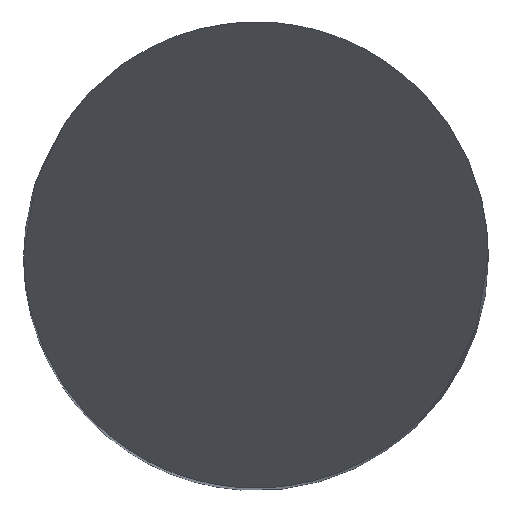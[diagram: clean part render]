
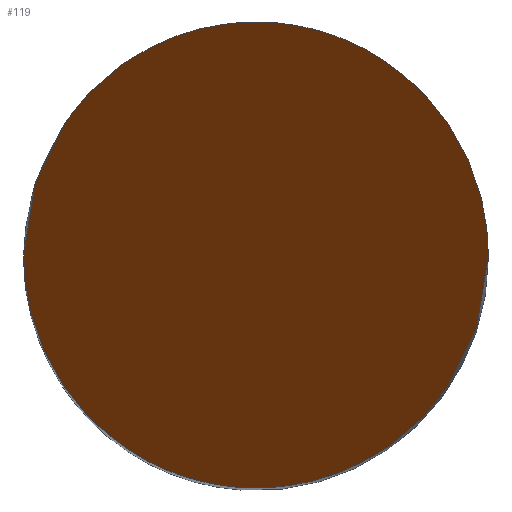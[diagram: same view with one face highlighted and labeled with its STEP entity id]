
A CAD part, top view. The second image highlights one B-rep face of the part: STEP entity #119.
In plain terms, the highlighted planar face has unit normal (0, -0.866, 0.5).
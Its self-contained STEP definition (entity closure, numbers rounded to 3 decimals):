
#54=PLANE('',#588);
#119=ADVANCED_FACE('',(#153),#54,.F.);
#153=FACE_OUTER_BOUND('',#184,.T.);
#184=EDGE_LOOP('',(#298,#299));
#298=ORIENTED_EDGE('',*,*,#436,.F.);
#299=ORIENTED_EDGE('',*,*,#467,.F.);
#389=VERTEX_POINT('',#752);
#390=VERTEX_POINT('',#753);
#436=EDGE_CURVE('',#389,#390,#519,.T.);
#467=EDGE_CURVE('',#390,#389,#524,.T.);
#519=(
BOUNDED_CURVE()
B_SPLINE_CURVE(3,(#748,#749,#750,#751),.UNSPECIFIED.,.F.,.F.)
B_SPLINE_CURVE_WITH_KNOTS((4,4),(0.,1.),.UNSPECIFIED.)
CURVE()
GEOMETRIC_REPRESENTATION_ITEM()
RATIONAL_B_SPLINE_CURVE((1.,0.333,0.333,1.))
REPRESENTATION_ITEM('')
);
#524=(
BOUNDED_CURVE()
B_SPLINE_CURVE(3,(#962,#963,#964,#965),.UNSPECIFIED.,.F.,.F.)
B_SPLINE_CURVE_WITH_KNOTS((4,4),(0.,1.),.UNSPECIFIED.)
CURVE()
GEOMETRIC_REPRESENTATION_ITEM()
RATIONAL_B_SPLINE_CURVE((1.,0.333,0.333,1.))
REPRESENTATION_ITEM('')
);
#588=AXIS2_PLACEMENT_3D('',#1001,#657,#658);
#657=DIRECTION('',(0.,0.866,-0.5));
#658=DIRECTION('',(0.,-0.5,-0.866));
#748=CARTESIAN_POINT('',(-2.,0.,0.));
#749=CARTESIAN_POINT('',(-2.,4.,6.928));
#750=CARTESIAN_POINT('',(2.,4.,6.928));
#751=CARTESIAN_POINT('',(2.,0.,0.));
#752=CARTESIAN_POINT('',(-2.,0.,0.));
#753=CARTESIAN_POINT('',(2.,0.,0.));
#962=CARTESIAN_POINT('',(2.,0.,0.));
#963=CARTESIAN_POINT('',(2.,-4.,-6.928));
#964=CARTESIAN_POINT('',(-2.,-4.,-6.928));
#965=CARTESIAN_POINT('',(-2.,0.,0.));
#1001=CARTESIAN_POINT('',(2.,2.,3.464));
